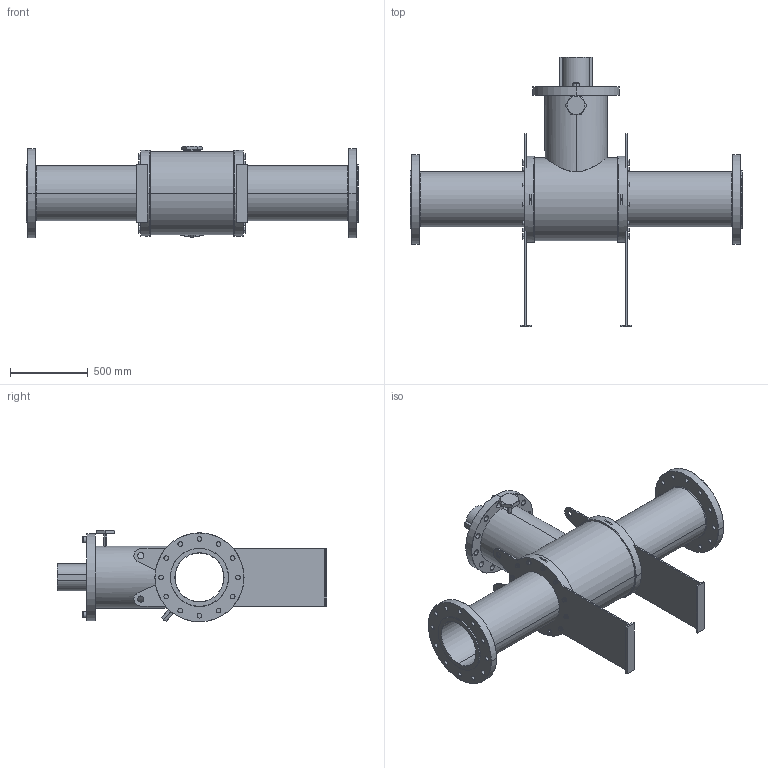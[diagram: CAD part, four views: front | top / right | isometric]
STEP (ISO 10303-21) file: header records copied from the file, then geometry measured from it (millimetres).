
FILE_DESCRIPTION (( 'STEP AP203' ), '1' );
FILE_NAME ('GB2_ANSI_2500_16IN_TW.STEP', '2025-10-06T20:52:15', ( '' ), ( '' ), 'SwSTEP 2.0', 'SolidWorks 2023', '' );
FILE_SCHEMA (( 'CONFIG_CONTROL_DESIGN' ));
Length unit declared in the file: millimetre
Products named in the file (3): GB2_ANSI_2500_16IN_TW; hex flange screw_am_B18.2.3.4M - Hex flange screw, M16 x 2.0 x 25 --25N; GB2_ANSI_2500_1500_ANSI_2500_16IN
Assembly tree (25 placements, depth 2):
  GB2_ANSI_2500_16IN_TW
    GB2_ANSI_2500_1500_ANSI_2500_16IN
    hex flange screw_am_B18.2.3.4M - Hex flange screw, M16 x 2.0 x 25 --25N  x24
Bounding box: 2140 x 1736 x 592.5 mm (x, y, z)
Volume: 222379575.3 mm3; surface area: 8366436.8 mm2
Topology: 25 solids, 25 shells, 1053 faces, 2367 edges, 1416 vertices
Faces by surface type: plane 327, cone 270, cylinder 236, bspline 158, torus 54, sphere 8
Entity records: 14540 total; most frequent: CARTESIAN_POINT 4196, DIRECTION 2099, ORIENTED_EDGE 1862, EDGE_CURVE 931, AXIS2_PLACEMENT_3D 856, VERTEX_POINT 582, EDGE_LOOP 509, CIRCLE 462
